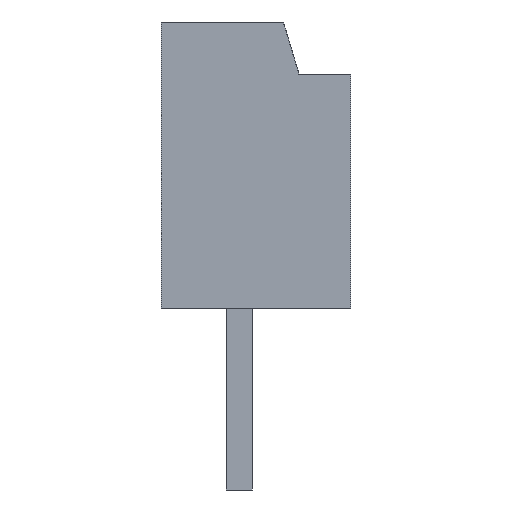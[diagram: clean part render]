
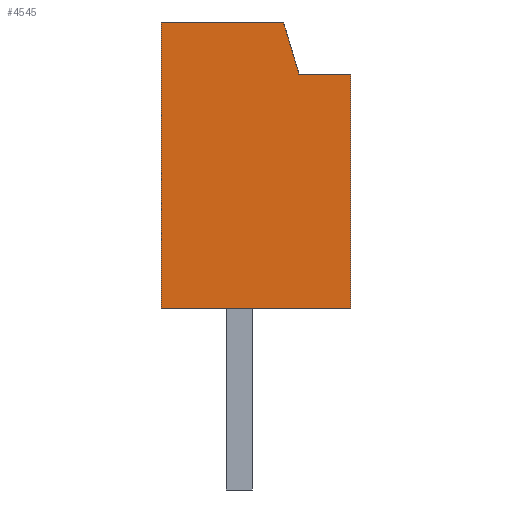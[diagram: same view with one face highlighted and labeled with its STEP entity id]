
A CAD part, left-side view. The second image highlights one B-rep face of the part: STEP entity #4545.
In plain terms, the highlighted planar face has unit normal (-1, 0, 0).
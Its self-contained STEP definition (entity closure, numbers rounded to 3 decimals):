
#32 = PLANE('',#33);
#33 = AXIS2_PLACEMENT_3D('',#34,#35,#36);
#34 = CARTESIAN_POINT('',(1.,1.5,2.75));
#35 = DIRECTION('',(0.,-1.,0.));
#36 = DIRECTION('',(1.,0.,0.));
#225 = VERTEX_POINT('',#226);
#226 = CARTESIAN_POINT('',(-2.,1.5,5.5));
#240 = PLANE('',#241);
#241 = AXIS2_PLACEMENT_3D('',#242,#243,#244);
#242 = CARTESIAN_POINT('',(4.,1.5,5.5));
#243 = DIRECTION('',(0.,0.,1.));
#244 = DIRECTION('',(-1.,0.,0.));
#252 = EDGE_CURVE('',#225,#253,#255,.T.);
#253 = VERTEX_POINT('',#254);
#254 = CARTESIAN_POINT('',(-2.,1.5,0.));
#255 = SURFACE_CURVE('',#256,(#260,#267),.PCURVE_S1.);
#256 = LINE('',#257,#258);
#257 = CARTESIAN_POINT('',(-2.,1.5,5.5));
#258 = VECTOR('',#259,1.);
#259 = DIRECTION('',(0.,0.,-1.));
#260 = PCURVE('',#32,#261);
#261 = DEFINITIONAL_REPRESENTATION('',(#262),#266);
#262 = LINE('',#263,#264);
#263 = CARTESIAN_POINT('',(-3.,2.75));
#264 = VECTOR('',#265,1.);
#265 = DIRECTION('',(0.,-1.));
#266 = ( GEOMETRIC_REPRESENTATION_CONTEXT(2) 
PARAMETRIC_REPRESENTATION_CONTEXT() REPRESENTATION_CONTEXT('2D SPACE',''
  ) );
#267 = PCURVE('',#268,#273);
#268 = PLANE('',#269);
#269 = AXIS2_PLACEMENT_3D('',#270,#271,#272);
#270 = CARTESIAN_POINT('',(-2.,1.5,5.5));
#271 = DIRECTION('',(-1.,0.,0.));
#272 = DIRECTION('',(0.,0.,-1.));
#273 = DEFINITIONAL_REPRESENTATION('',(#274),#278);
#274 = LINE('',#275,#276);
#275 = CARTESIAN_POINT('',(0.,0.));
#276 = VECTOR('',#277,1.);
#277 = DIRECTION('',(1.,0.));
#278 = ( GEOMETRIC_REPRESENTATION_CONTEXT(2) 
PARAMETRIC_REPRESENTATION_CONTEXT() REPRESENTATION_CONTEXT('2D SPACE',''
  ) );
#296 = PLANE('',#297);
#297 = AXIS2_PLACEMENT_3D('',#298,#299,#300);
#298 = CARTESIAN_POINT('',(-2.,1.5,0.));
#299 = DIRECTION('',(0.,0.,-1.));
#300 = DIRECTION('',(1.,0.,0.));
#558 = PLANE('',#559);
#559 = AXIS2_PLACEMENT_3D('',#560,#561,#562);
#560 = CARTESIAN_POINT('',(1.,-2.15,2.75));
#561 = DIRECTION('',(0.,-1.,0.));
#562 = DIRECTION('',(1.,0.,0.));
#1798 = PLANE('',#1799);
#1799 = AXIS2_PLACEMENT_3D('',#1800,#1801,#1802);
#1800 = CARTESIAN_POINT('',(4.,-2.15,4.5));
#1801 = DIRECTION('',(0.,0.,-1.));
#1802 = DIRECTION('',(0.,1.,0.));
#1826 = PLANE('',#1827);
#1827 = AXIS2_PLACEMENT_3D('',#1828,#1829,#1830);
#1828 = CARTESIAN_POINT('',(4.,-1.15,4.5));
#1829 = DIRECTION('',(0.,0.958,-0.287));
#1830 = DIRECTION('',(0.,0.287,0.958));
#1997 = VERTEX_POINT('',#1998);
#1998 = CARTESIAN_POINT('',(-2.,-0.85,5.5));
#2019 = EDGE_CURVE('',#225,#1997,#2020,.T.);
#2020 = SURFACE_CURVE('',#2021,(#2025,#2032),.PCURVE_S1.);
#2021 = LINE('',#2022,#2023);
#2022 = CARTESIAN_POINT('',(-2.,1.5,5.5));
#2023 = VECTOR('',#2024,1.);
#2024 = DIRECTION('',(0.,-1.,0.));
#2025 = PCURVE('',#240,#2026);
#2026 = DEFINITIONAL_REPRESENTATION('',(#2027),#2031);
#2027 = LINE('',#2028,#2029);
#2028 = CARTESIAN_POINT('',(6.,0.));
#2029 = VECTOR('',#2030,1.);
#2030 = DIRECTION('',(0.,1.));
#2031 = ( GEOMETRIC_REPRESENTATION_CONTEXT(2) 
PARAMETRIC_REPRESENTATION_CONTEXT() REPRESENTATION_CONTEXT('2D SPACE',''
  ) );
#2032 = PCURVE('',#268,#2033);
#2033 = DEFINITIONAL_REPRESENTATION('',(#2034),#2038);
#2034 = LINE('',#2035,#2036);
#2035 = CARTESIAN_POINT('',(0.,0.));
#2036 = VECTOR('',#2037,1.);
#2037 = DIRECTION('',(0.,1.));
#2038 = ( GEOMETRIC_REPRESENTATION_CONTEXT(2) 
PARAMETRIC_REPRESENTATION_CONTEXT() REPRESENTATION_CONTEXT('2D SPACE',''
  ) );
#2552 = VERTEX_POINT('',#2553);
#2553 = CARTESIAN_POINT('',(-2.,-1.15,4.5));
#2574 = EDGE_CURVE('',#2552,#1997,#2575,.T.);
#2575 = SURFACE_CURVE('',#2576,(#2580,#2587),.PCURVE_S1.);
#2576 = LINE('',#2577,#2578);
#2577 = CARTESIAN_POINT('',(-2.,-1.15,4.5));
#2578 = VECTOR('',#2579,1.);
#2579 = DIRECTION('',(0.,0.287,0.958));
#2580 = PCURVE('',#1826,#2581);
#2581 = DEFINITIONAL_REPRESENTATION('',(#2582),#2586);
#2582 = LINE('',#2583,#2584);
#2583 = CARTESIAN_POINT('',(0.,-6.));
#2584 = VECTOR('',#2585,1.);
#2585 = DIRECTION('',(1.,0.));
#2586 = ( GEOMETRIC_REPRESENTATION_CONTEXT(2) 
PARAMETRIC_REPRESENTATION_CONTEXT() REPRESENTATION_CONTEXT('2D SPACE',''
  ) );
#2587 = PCURVE('',#268,#2588);
#2588 = DEFINITIONAL_REPRESENTATION('',(#2589),#2593);
#2589 = LINE('',#2590,#2591);
#2590 = CARTESIAN_POINT('',(1.,2.65));
#2591 = VECTOR('',#2592,1.);
#2592 = DIRECTION('',(-0.958,-0.287));
#2593 = ( GEOMETRIC_REPRESENTATION_CONTEXT(2) 
PARAMETRIC_REPRESENTATION_CONTEXT() REPRESENTATION_CONTEXT('2D SPACE',''
  ) );
#2699 = VERTEX_POINT('',#2700);
#2700 = CARTESIAN_POINT('',(-2.,-2.15,4.5));
#2721 = EDGE_CURVE('',#2699,#2552,#2722,.T.);
#2722 = SURFACE_CURVE('',#2723,(#2727,#2734),.PCURVE_S1.);
#2723 = LINE('',#2724,#2725);
#2724 = CARTESIAN_POINT('',(-2.,-2.15,4.5));
#2725 = VECTOR('',#2726,1.);
#2726 = DIRECTION('',(0.,1.,0.));
#2727 = PCURVE('',#1798,#2728);
#2728 = DEFINITIONAL_REPRESENTATION('',(#2729),#2733);
#2729 = LINE('',#2730,#2731);
#2730 = CARTESIAN_POINT('',(0.,-6.));
#2731 = VECTOR('',#2732,1.);
#2732 = DIRECTION('',(1.,0.));
#2733 = ( GEOMETRIC_REPRESENTATION_CONTEXT(2) 
PARAMETRIC_REPRESENTATION_CONTEXT() REPRESENTATION_CONTEXT('2D SPACE',''
  ) );
#2734 = PCURVE('',#268,#2735);
#2735 = DEFINITIONAL_REPRESENTATION('',(#2736),#2740);
#2736 = LINE('',#2737,#2738);
#2737 = CARTESIAN_POINT('',(1.,3.65));
#2738 = VECTOR('',#2739,1.);
#2739 = DIRECTION('',(0.,-1.));
#2740 = ( GEOMETRIC_REPRESENTATION_CONTEXT(2) 
PARAMETRIC_REPRESENTATION_CONTEXT() REPRESENTATION_CONTEXT('2D SPACE',''
  ) );
#2895 = VERTEX_POINT('',#2896);
#2896 = CARTESIAN_POINT('',(-2.,-2.15,0.));
#2917 = EDGE_CURVE('',#2699,#2895,#2918,.T.);
#2918 = SURFACE_CURVE('',#2919,(#2923,#2930),.PCURVE_S1.);
#2919 = LINE('',#2920,#2921);
#2920 = CARTESIAN_POINT('',(-2.,-2.15,4.5));
#2921 = VECTOR('',#2922,1.);
#2922 = DIRECTION('',(0.,0.,-1.));
#2923 = PCURVE('',#558,#2924);
#2924 = DEFINITIONAL_REPRESENTATION('',(#2925),#2929);
#2925 = LINE('',#2926,#2927);
#2926 = CARTESIAN_POINT('',(-3.,1.75));
#2927 = VECTOR('',#2928,1.);
#2928 = DIRECTION('',(0.,-1.));
#2929 = ( GEOMETRIC_REPRESENTATION_CONTEXT(2) 
PARAMETRIC_REPRESENTATION_CONTEXT() REPRESENTATION_CONTEXT('2D SPACE',''
  ) );
#2930 = PCURVE('',#268,#2931);
#2931 = DEFINITIONAL_REPRESENTATION('',(#2932),#2936);
#2932 = LINE('',#2933,#2934);
#2933 = CARTESIAN_POINT('',(1.,3.65));
#2934 = VECTOR('',#2935,1.);
#2935 = DIRECTION('',(1.,0.));
#2936 = ( GEOMETRIC_REPRESENTATION_CONTEXT(2) 
PARAMETRIC_REPRESENTATION_CONTEXT() REPRESENTATION_CONTEXT('2D SPACE',''
  ) );
#3617 = EDGE_CURVE('',#253,#2895,#3618,.T.);
#3618 = SURFACE_CURVE('',#3619,(#3623,#3630),.PCURVE_S1.);
#3619 = LINE('',#3620,#3621);
#3620 = CARTESIAN_POINT('',(-2.,1.5,0.));
#3621 = VECTOR('',#3622,1.);
#3622 = DIRECTION('',(0.,-1.,0.));
#3623 = PCURVE('',#296,#3624);
#3624 = DEFINITIONAL_REPRESENTATION('',(#3625),#3629);
#3625 = LINE('',#3626,#3627);
#3626 = CARTESIAN_POINT('',(0.,0.));
#3627 = VECTOR('',#3628,1.);
#3628 = DIRECTION('',(0.,1.));
#3629 = ( GEOMETRIC_REPRESENTATION_CONTEXT(2) 
PARAMETRIC_REPRESENTATION_CONTEXT() REPRESENTATION_CONTEXT('2D SPACE',''
  ) );
#3630 = PCURVE('',#268,#3631);
#3631 = DEFINITIONAL_REPRESENTATION('',(#3632),#3636);
#3632 = LINE('',#3633,#3634);
#3633 = CARTESIAN_POINT('',(5.5,0.));
#3634 = VECTOR('',#3635,1.);
#3635 = DIRECTION('',(0.,1.));
#3636 = ( GEOMETRIC_REPRESENTATION_CONTEXT(2) 
PARAMETRIC_REPRESENTATION_CONTEXT() REPRESENTATION_CONTEXT('2D SPACE',''
  ) );
#4545 = ADVANCED_FACE('',(#4546),#268,.T.);
#4546 = FACE_BOUND('',#4547,.F.);
#4547 = EDGE_LOOP('',(#4548,#4549,#4550,#4551,#4552,#4553));
#4548 = ORIENTED_EDGE('',*,*,#2721,.F.);
#4549 = ORIENTED_EDGE('',*,*,#2917,.T.);
#4550 = ORIENTED_EDGE('',*,*,#3617,.F.);
#4551 = ORIENTED_EDGE('',*,*,#252,.F.);
#4552 = ORIENTED_EDGE('',*,*,#2019,.T.);
#4553 = ORIENTED_EDGE('',*,*,#2574,.F.);
